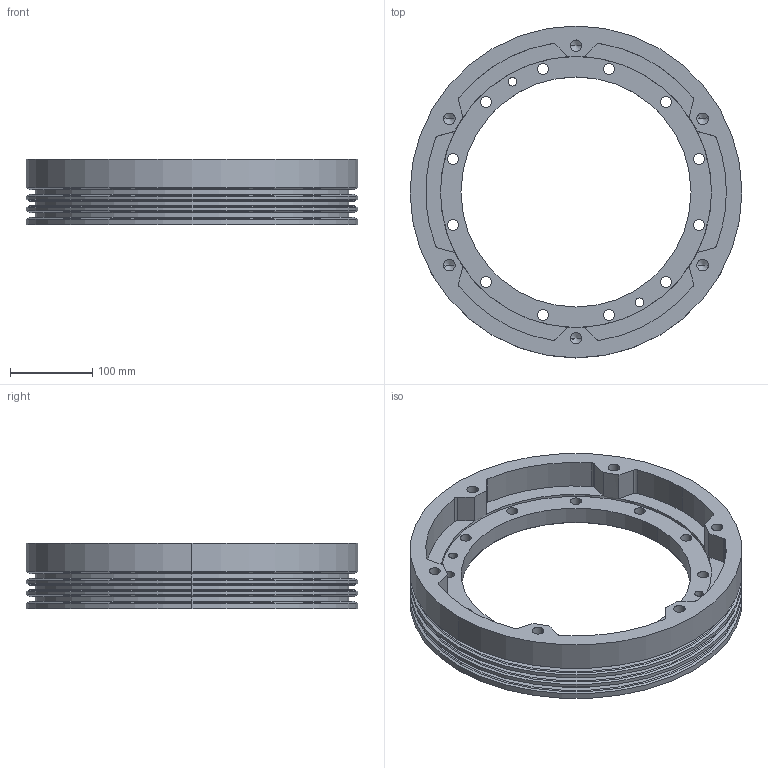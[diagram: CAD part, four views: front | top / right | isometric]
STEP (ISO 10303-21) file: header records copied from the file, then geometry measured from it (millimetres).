
FILE_DESCRIPTION (( 'STEP AP203' ), '1' );
FILE_NAME ('kvshll3.STEP', '2022-11-02T11:36:47', ( '' ), ( '' ), '', '', '' );
FILE_SCHEMA (( 'CONFIG_CONTROL_DESIGN' ));
Length unit declared in the file: millimetre
Products named in the file (1): kvshll3
Bounding box: 404 x 404 x 80 mm (x, y, z)
Volume: 2670818.3 mm3; surface area: 403490.6 mm2
Topology: 1 solids, 1 shells, 149 faces, 377 edges, 232 vertices
Faces by surface type: cylinder 79, cone 28, plane 28, torus 14
Entity records: 4600 total; most frequent: DIRECTION 881, CARTESIAN_POINT 747, ORIENTED_EDGE 730, AXIS2_PLACEMENT_3D 366, EDGE_CURVE 365, VERTEX_POINT 232, CIRCLE 216, EDGE_LOOP 193
